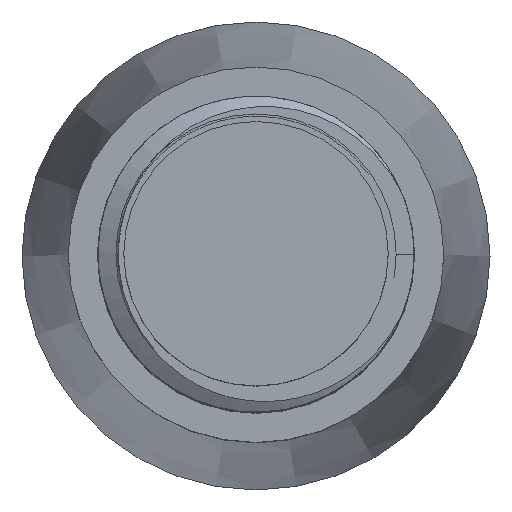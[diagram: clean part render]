
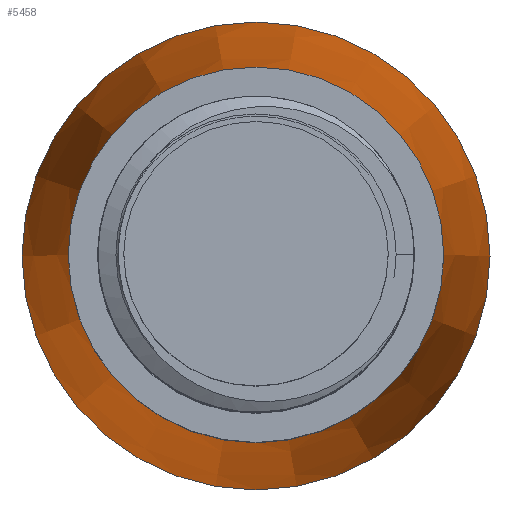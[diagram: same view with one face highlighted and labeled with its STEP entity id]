
A CAD part, top view. The second image highlights one B-rep face of the part: STEP entity #5458.
In plain terms, the highlighted conical face has half-angle 5 degrees and reference radius 8.85 mm.
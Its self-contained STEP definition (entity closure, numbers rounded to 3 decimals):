
#5438 = VERTEX_POINT('',#5439);
#5439 = CARTESIAN_POINT('',(7.1,0.,96.853));
#5445 = EDGE_CURVE('',#5438,#5438,#5446,.T.);
#5446 = CIRCLE('',#5447,7.1);
#5447 = AXIS2_PLACEMENT_3D('',#5448,#5449,#5450);
#5448 = CARTESIAN_POINT('',(0.,0.,96.853));
#5449 = DIRECTION('',(0.,0.,-1.));
#5450 = DIRECTION('',(1.,0.,0.));
#5458 = ADVANCED_FACE('',(#5459),#5478,.T.);
#5459 = FACE_BOUND('',#5460,.F.);
#5460 = EDGE_LOOP('',(#5461,#5470,#5476,#5477));
#5461 = ORIENTED_EDGE('',*,*,#5462,.T.);
#5462 = EDGE_CURVE('',#5463,#5463,#5465,.T.);
#5463 = VERTEX_POINT('',#5464);
#5464 = CARTESIAN_POINT('',(8.85,0.,76.85));
#5465 = CIRCLE('',#5466,8.85);
#5466 = AXIS2_PLACEMENT_3D('',#5467,#5468,#5469);
#5467 = CARTESIAN_POINT('',(0.,0.,76.85));
#5468 = DIRECTION('',(0.,0.,-1.));
#5469 = DIRECTION('',(1.,0.,0.));
#5470 = ORIENTED_EDGE('',*,*,#5471,.T.);
#5471 = EDGE_CURVE('',#5463,#5438,#5472,.T.);
#5472 = LINE('',#5473,#5474);
#5473 = CARTESIAN_POINT('',(8.85,0.,76.85));
#5474 = VECTOR('',#5475,1.);
#5475 = DIRECTION('',(-0.087,0.,0.996));
#5476 = ORIENTED_EDGE('',*,*,#5445,.F.);
#5477 = ORIENTED_EDGE('',*,*,#5471,.F.);
#5478 = CONICAL_SURFACE('',#5479,8.85,0.087);
#5479 = AXIS2_PLACEMENT_3D('',#5480,#5481,#5482);
#5480 = CARTESIAN_POINT('',(0.,0.,76.85));
#5481 = DIRECTION('',(0.,0.,-1.));
#5482 = DIRECTION('',(1.,0.,0.));
